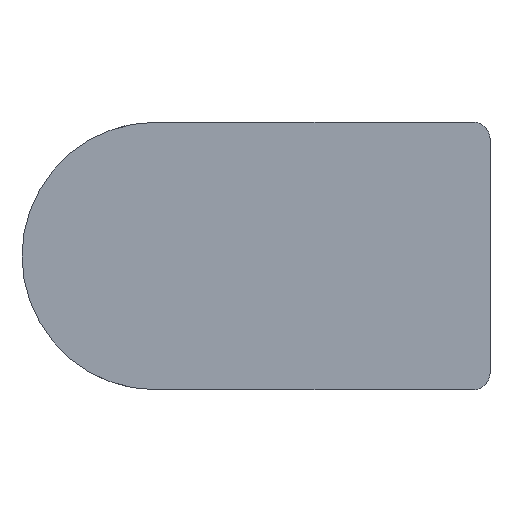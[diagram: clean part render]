
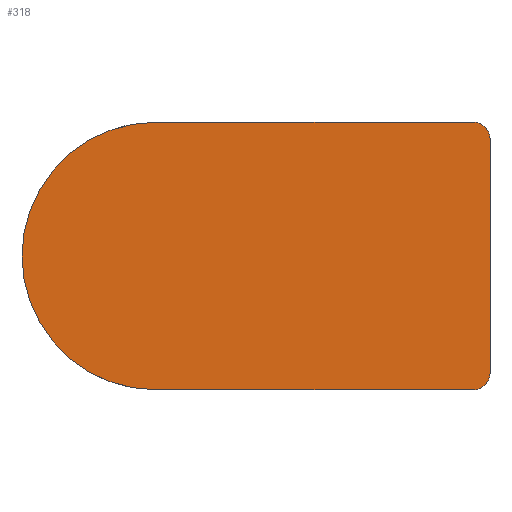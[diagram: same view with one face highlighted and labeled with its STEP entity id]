
A CAD part, front view. The second image highlights one B-rep face of the part: STEP entity #318.
In plain terms, the highlighted planar face has unit normal (0, -1, 0).
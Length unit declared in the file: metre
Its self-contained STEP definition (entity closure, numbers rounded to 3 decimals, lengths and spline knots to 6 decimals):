
#28=CIRCLE('',#352,0.004333);
#30=CIRCLE('',#357,0.000542);
#31=CIRCLE('',#358,0.000542);
#73=ORIENTED_EDGE('',*,*,#152,.T.);
#74=ORIENTED_EDGE('',*,*,#157,.T.);
#75=ORIENTED_EDGE('',*,*,#139,.F.);
#76=ORIENTED_EDGE('',*,*,#144,.T.);
#77=ORIENTED_EDGE('',*,*,#148,.T.);
#78=ORIENTED_EDGE('',*,*,#158,.T.);
#139=EDGE_CURVE('',#184,#185,#208,.T.);
#144=EDGE_CURVE('',#184,#188,#28,.T.);
#148=EDGE_CURVE('',#188,#189,#215,.T.);
#152=EDGE_CURVE('',#193,#192,#219,.T.);
#157=EDGE_CURVE('',#192,#185,#30,.T.);
#158=EDGE_CURVE('',#189,#193,#31,.T.);
#184=VERTEX_POINT('',#508);
#185=VERTEX_POINT('',#509);
#188=VERTEX_POINT('',#518);
#189=VERTEX_POINT('',#523);
#192=VERTEX_POINT('',#531);
#193=VERTEX_POINT('',#533);
#208=LINE('',#507,#237);
#215=LINE('',#524,#244);
#219=LINE('',#532,#248);
#237=VECTOR('',#398,1.);
#244=VECTOR('',#413,1.);
#248=VECTOR('',#419,1.);
#266=EDGE_LOOP('',(#73,#74,#75,#76,#77,#78));
#287=FACE_BOUND('',#266,.T.);
#306=PLANE('',#356);
#318=ADVANCED_FACE('',(#287),#306,.T.);
#352=AXIS2_PLACEMENT_3D('',#517,#405,#406);
#356=AXIS2_PLACEMENT_3D('',#540,#424,#425);
#357=AXIS2_PLACEMENT_3D('',#541,#426,#427);
#358=AXIS2_PLACEMENT_3D('',#542,#428,#429);
#398=DIRECTION('',(1.,0.,0.));
#405=DIRECTION('',(0.,-1.,0.));
#406=DIRECTION('',(0.,0.,-1.));
#413=DIRECTION('',(1.,0.,0.));
#419=DIRECTION('',(0.,0.,1.));
#424=DIRECTION('',(0.,-1.,0.));
#425=DIRECTION('',(1.,0.,0.));
#426=DIRECTION('',(0.,-1.,0.));
#427=DIRECTION('',(0.,0.,-1.));
#428=DIRECTION('',(0.,-1.,0.));
#429=DIRECTION('',(0.,0.,-1.));
#507=CARTESIAN_POINT('',(-0.009208,-0.033333,0.002933));
#508=CARTESIAN_POINT('',(-0.01625,-0.033333,0.002933));
#509=CARTESIAN_POINT('',(-0.005958,-0.033333,0.002933));
#517=CARTESIAN_POINT('',(-0.01625,-0.033333,-0.0014));
#518=CARTESIAN_POINT('',(-0.01625,-0.033333,-0.005733));
#523=CARTESIAN_POINT('',(-0.005958,-0.033333,-0.005733));
#524=CARTESIAN_POINT('',(-0.009208,-0.033333,-0.005733));
#531=CARTESIAN_POINT('',(-0.005417,-0.033333,0.002392));
#532=CARTESIAN_POINT('',(-0.005417,-0.033333,-0.0014));
#533=CARTESIAN_POINT('',(-0.005417,-0.033333,-0.005192));
#540=CARTESIAN_POINT('',(-0.013,-0.033333,-0.0014));
#541=CARTESIAN_POINT('',(-0.005958,-0.033333,0.002392));
#542=CARTESIAN_POINT('',(-0.005958,-0.033333,-0.005192));
